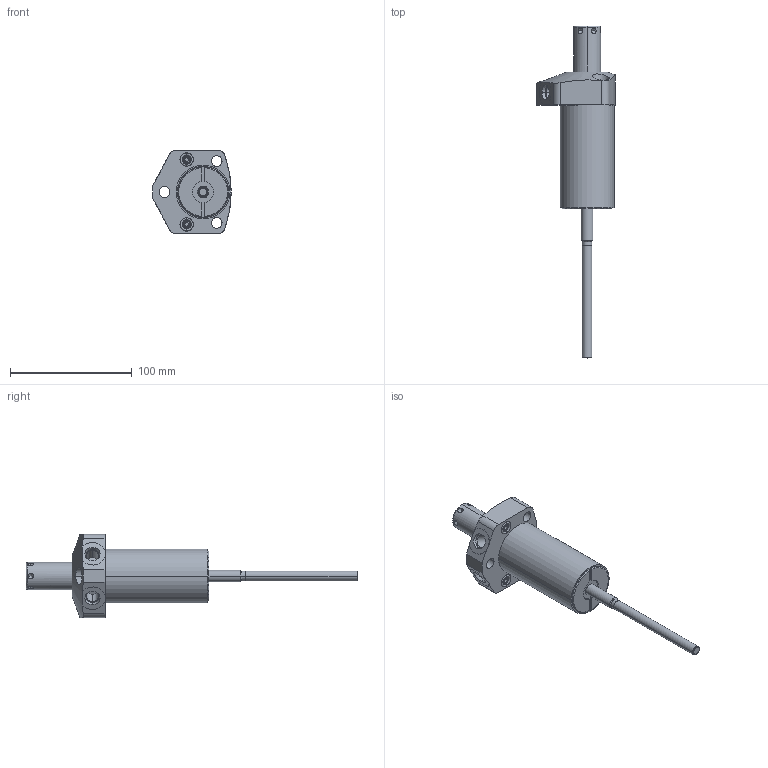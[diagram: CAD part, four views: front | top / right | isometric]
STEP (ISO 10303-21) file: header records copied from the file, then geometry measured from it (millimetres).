
FILE_DESCRIPTION((''),'2;1');
FILE_NAME('ILC14621301RPR','2013-04-04T',('jdw'),(''),'PRO/ENGINEER BY PARAMETRIC TECHNOLOGY CORPORATION, 2007460','PRO/ENGINEER BY PARAMETRIC TECHNOLOGY CORPORATION, 2007460','');
FILE_SCHEMA(('AUTOMOTIVE_DESIGN_CC2 { 1 2 10303 214 -1 1 5 2 }'));
Length unit declared in the file: inch
Products named in the file (1): ILC14621301RPR
Bounding box: 64.29 x 272.47 x 68.22 mm (x, y, z)
Volume: 228354.7 mm3; surface area: 38376.6 mm2
Topology: 1 solids, 3 shells, 160 faces, 371 edges, 231 vertices
Faces by surface type: cylinder 69, plane 43, cone 38, torus 10
Entity records: 6259 total; most frequent: CARTESIAN_POINT 1102, DIRECTION 818, ORIENTED_EDGE 706, PRESENTATION_STYLE_ASSIGNMENT 382, STYLED_ITEM 360, CURVE_STYLE 357, EDGE_CURVE 357, AXIS2_PLACEMENT_3D 342
